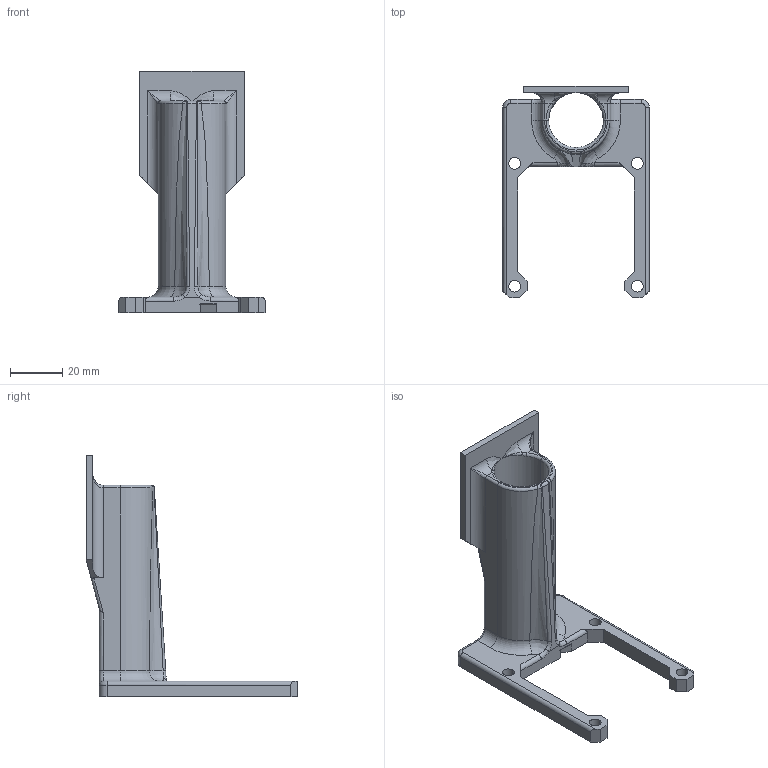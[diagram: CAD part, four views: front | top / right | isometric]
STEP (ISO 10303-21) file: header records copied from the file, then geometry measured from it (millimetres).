
FILE_DESCRIPTION (( 'STEP AP214' ), '1' );
FILE_NAME ('Syringe Carriage, Anterior, Thermal Controlled.STEP', '2022-06-01T17:39:23', ( '' ), ( '' ), 'SwSTEP 2.0', 'SolidWorks 2020', '' );
FILE_SCHEMA (( 'AUTOMOTIVE_DESIGN' ));
Length unit declared in the file: millimetre
Products named in the file (1): Syringe Carriage, Anterior, Thermal Controlled
Bounding box: 56 x 81 x 92.52 mm (x, y, z)
Volume: 28320.6 mm3; surface area: 18133.6 mm2
Topology: 1 solids, 1 shells, 114 faces, 305 edges, 185 vertices
Faces by surface type: plane 40, cylinder 39, bspline 23, torus 12
Entity records: 4536 total; most frequent: CARTESIAN_POINT 1866, ORIENTED_EDGE 598, DIRECTION 501, EDGE_CURVE 299, VERTEX_POINT 185, AXIS2_PLACEMENT_3D 178, VECTOR 145, LINE 145
